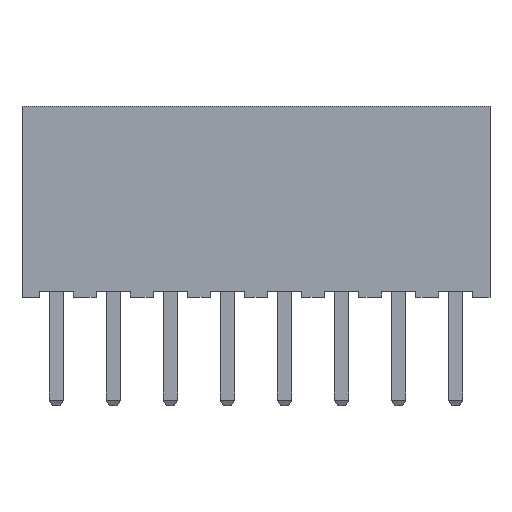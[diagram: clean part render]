
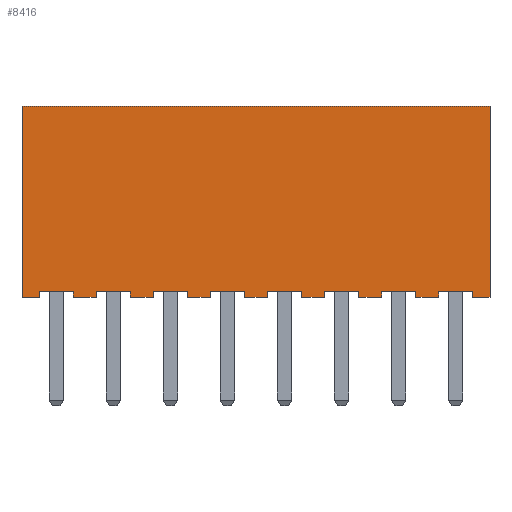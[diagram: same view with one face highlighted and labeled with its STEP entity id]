
A CAD part, top view. The second image highlights one B-rep face of the part: STEP entity #8416.
In plain terms, the highlighted planar face has unit normal (0, 0, 1).
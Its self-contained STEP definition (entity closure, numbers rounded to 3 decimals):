
#116=FACE_OUTER_BOUND('',#596,.T.);
#596=EDGE_LOOP('',(#5521,#5522,#5523,#5524,#5525,#5526,#5527,#5528,#5529,
#5530,#5531,#5532,#5533,#5534,#5535,#5536,#5537,#5538,#5539,#5540,#5541,
#5542,#5543,#5544,#5545,#5546,#5547,#5548,#5549,#5550,#5551,#5552,#5553,
#5554,#5555,#5556));
#1122=LINE('',#11646,#2310);
#1129=LINE('',#11659,#2317);
#1130=LINE('',#11663,#2318);
#1131=LINE('',#11665,#2319);
#1132=LINE('',#11667,#2320);
#1133=LINE('',#11669,#2321);
#1134=LINE('',#11671,#2322);
#1135=LINE('',#11673,#2323);
#1136=LINE('',#11675,#2324);
#1137=LINE('',#11677,#2325);
#1138=LINE('',#11679,#2326);
#1139=LINE('',#11681,#2327);
#1140=LINE('',#11683,#2328);
#1141=LINE('',#11685,#2329);
#1142=LINE('',#11687,#2330);
#1143=LINE('',#11689,#2331);
#1144=LINE('',#11691,#2332);
#1145=LINE('',#11693,#2333);
#1146=LINE('',#11695,#2334);
#1147=LINE('',#11697,#2335);
#1148=LINE('',#11699,#2336);
#1149=LINE('',#11701,#2337);
#1150=LINE('',#11703,#2338);
#1151=LINE('',#11705,#2339);
#1152=LINE('',#11707,#2340);
#1153=LINE('',#11709,#2341);
#1154=LINE('',#11711,#2342);
#1155=LINE('',#11713,#2343);
#1156=LINE('',#11715,#2344);
#1157=LINE('',#11717,#2345);
#1158=LINE('',#11719,#2346);
#1159=LINE('',#11721,#2347);
#1160=LINE('',#11723,#2348);
#1161=LINE('',#11724,#2349);
#1162=LINE('',#11726,#2350);
#1163=LINE('',#11727,#2351);
#2310=VECTOR('',#9431,1000.);
#2317=VECTOR('',#9442,1000.);
#2318=VECTOR('',#9445,1000.);
#2319=VECTOR('',#9446,1000.);
#2320=VECTOR('',#9447,1000.);
#2321=VECTOR('',#9448,1000.);
#2322=VECTOR('',#9449,1000.);
#2323=VECTOR('',#9450,1000.);
#2324=VECTOR('',#9451,1000.);
#2325=VECTOR('',#9452,1000.);
#2326=VECTOR('',#9453,1000.);
#2327=VECTOR('',#9454,1000.);
#2328=VECTOR('',#9455,1000.);
#2329=VECTOR('',#9456,1000.);
#2330=VECTOR('',#9457,1000.);
#2331=VECTOR('',#9458,1000.);
#2332=VECTOR('',#9459,1000.);
#2333=VECTOR('',#9460,1000.);
#2334=VECTOR('',#9461,1000.);
#2335=VECTOR('',#9462,1000.);
#2336=VECTOR('',#9463,1000.);
#2337=VECTOR('',#9464,1000.);
#2338=VECTOR('',#9465,1000.);
#2339=VECTOR('',#9466,1000.);
#2340=VECTOR('',#9467,1000.);
#2341=VECTOR('',#9468,1000.);
#2342=VECTOR('',#9469,1000.);
#2343=VECTOR('',#9470,1000.);
#2344=VECTOR('',#9471,1000.);
#2345=VECTOR('',#9472,1000.);
#2346=VECTOR('',#9473,1000.);
#2347=VECTOR('',#9474,1000.);
#2348=VECTOR('',#9475,1000.);
#2349=VECTOR('',#9476,1000.);
#2350=VECTOR('',#9477,1000.);
#2351=VECTOR('',#9478,1000.);
#3497=VERTEX_POINT('',#11642);
#3499=VERTEX_POINT('',#11645);
#3503=VERTEX_POINT('',#11657);
#3504=VERTEX_POINT('',#11661);
#3505=VERTEX_POINT('',#11662);
#3506=VERTEX_POINT('',#11664);
#3507=VERTEX_POINT('',#11666);
#3508=VERTEX_POINT('',#11668);
#3509=VERTEX_POINT('',#11670);
#3510=VERTEX_POINT('',#11672);
#3511=VERTEX_POINT('',#11674);
#3512=VERTEX_POINT('',#11676);
#3513=VERTEX_POINT('',#11678);
#3514=VERTEX_POINT('',#11680);
#3515=VERTEX_POINT('',#11682);
#3516=VERTEX_POINT('',#11684);
#3517=VERTEX_POINT('',#11686);
#3518=VERTEX_POINT('',#11688);
#3519=VERTEX_POINT('',#11690);
#3520=VERTEX_POINT('',#11692);
#3521=VERTEX_POINT('',#11694);
#3522=VERTEX_POINT('',#11696);
#3523=VERTEX_POINT('',#11698);
#3524=VERTEX_POINT('',#11700);
#3525=VERTEX_POINT('',#11702);
#3526=VERTEX_POINT('',#11704);
#3527=VERTEX_POINT('',#11706);
#3528=VERTEX_POINT('',#11708);
#3529=VERTEX_POINT('',#11710);
#3530=VERTEX_POINT('',#11712);
#3531=VERTEX_POINT('',#11714);
#3532=VERTEX_POINT('',#11716);
#3533=VERTEX_POINT('',#11718);
#3534=VERTEX_POINT('',#11720);
#3535=VERTEX_POINT('',#11722);
#3536=VERTEX_POINT('',#11725);
#4290=EDGE_CURVE('',#3497,#3499,#1122,.T.);
#4297=EDGE_CURVE('',#3497,#3503,#1129,.T.);
#4298=EDGE_CURVE('',#3504,#3505,#1130,.T.);
#4299=EDGE_CURVE('',#3504,#3506,#1131,.T.);
#4300=EDGE_CURVE('',#3507,#3506,#1132,.T.);
#4301=EDGE_CURVE('',#3508,#3507,#1133,.T.);
#4302=EDGE_CURVE('',#3508,#3509,#1134,.T.);
#4303=EDGE_CURVE('',#3509,#3510,#1135,.T.);
#4304=EDGE_CURVE('',#3511,#3510,#1136,.T.);
#4305=EDGE_CURVE('',#3512,#3511,#1137,.T.);
#4306=EDGE_CURVE('',#3513,#3512,#1138,.T.);
#4307=EDGE_CURVE('',#3513,#3514,#1139,.T.);
#4308=EDGE_CURVE('',#3515,#3514,#1140,.T.);
#4309=EDGE_CURVE('',#3516,#3515,#1141,.T.);
#4310=EDGE_CURVE('',#3517,#3516,#1142,.T.);
#4311=EDGE_CURVE('',#3517,#3518,#1143,.T.);
#4312=EDGE_CURVE('',#3519,#3518,#1144,.T.);
#4313=EDGE_CURVE('',#3520,#3519,#1145,.T.);
#4314=EDGE_CURVE('',#3521,#3520,#1146,.T.);
#4315=EDGE_CURVE('',#3521,#3522,#1147,.T.);
#4316=EDGE_CURVE('',#3523,#3522,#1148,.T.);
#4317=EDGE_CURVE('',#3524,#3523,#1149,.T.);
#4318=EDGE_CURVE('',#3525,#3524,#1150,.T.);
#4319=EDGE_CURVE('',#3525,#3526,#1151,.T.);
#4320=EDGE_CURVE('',#3527,#3526,#1152,.T.);
#4321=EDGE_CURVE('',#3528,#3527,#1153,.T.);
#4322=EDGE_CURVE('',#3529,#3528,#1154,.T.);
#4323=EDGE_CURVE('',#3529,#3530,#1155,.T.);
#4324=EDGE_CURVE('',#3531,#3530,#1156,.T.);
#4325=EDGE_CURVE('',#3532,#3531,#1157,.T.);
#4326=EDGE_CURVE('',#3533,#3532,#1158,.T.);
#4327=EDGE_CURVE('',#3533,#3534,#1159,.T.);
#4328=EDGE_CURVE('',#3535,#3534,#1160,.T.);
#4329=EDGE_CURVE('',#3499,#3535,#1161,.T.);
#4330=EDGE_CURVE('',#3536,#3503,#1162,.T.);
#4331=EDGE_CURVE('',#3505,#3536,#1163,.T.);
#5521=ORIENTED_EDGE('',*,*,#4298,.F.);
#5522=ORIENTED_EDGE('',*,*,#4299,.T.);
#5523=ORIENTED_EDGE('',*,*,#4300,.F.);
#5524=ORIENTED_EDGE('',*,*,#4301,.F.);
#5525=ORIENTED_EDGE('',*,*,#4302,.T.);
#5526=ORIENTED_EDGE('',*,*,#4303,.T.);
#5527=ORIENTED_EDGE('',*,*,#4304,.F.);
#5528=ORIENTED_EDGE('',*,*,#4305,.F.);
#5529=ORIENTED_EDGE('',*,*,#4306,.F.);
#5530=ORIENTED_EDGE('',*,*,#4307,.T.);
#5531=ORIENTED_EDGE('',*,*,#4308,.F.);
#5532=ORIENTED_EDGE('',*,*,#4309,.F.);
#5533=ORIENTED_EDGE('',*,*,#4310,.F.);
#5534=ORIENTED_EDGE('',*,*,#4311,.T.);
#5535=ORIENTED_EDGE('',*,*,#4312,.F.);
#5536=ORIENTED_EDGE('',*,*,#4313,.F.);
#5537=ORIENTED_EDGE('',*,*,#4314,.F.);
#5538=ORIENTED_EDGE('',*,*,#4315,.T.);
#5539=ORIENTED_EDGE('',*,*,#4316,.F.);
#5540=ORIENTED_EDGE('',*,*,#4317,.F.);
#5541=ORIENTED_EDGE('',*,*,#4318,.F.);
#5542=ORIENTED_EDGE('',*,*,#4319,.T.);
#5543=ORIENTED_EDGE('',*,*,#4320,.F.);
#5544=ORIENTED_EDGE('',*,*,#4321,.F.);
#5545=ORIENTED_EDGE('',*,*,#4322,.F.);
#5546=ORIENTED_EDGE('',*,*,#4323,.T.);
#5547=ORIENTED_EDGE('',*,*,#4324,.F.);
#5548=ORIENTED_EDGE('',*,*,#4325,.F.);
#5549=ORIENTED_EDGE('',*,*,#4326,.F.);
#5550=ORIENTED_EDGE('',*,*,#4327,.T.);
#5551=ORIENTED_EDGE('',*,*,#4328,.F.);
#5552=ORIENTED_EDGE('',*,*,#4329,.F.);
#5553=ORIENTED_EDGE('',*,*,#4290,.F.);
#5554=ORIENTED_EDGE('',*,*,#4297,.T.);
#5555=ORIENTED_EDGE('',*,*,#4330,.F.);
#5556=ORIENTED_EDGE('',*,*,#4331,.F.);
#7952=PLANE('',#8917);
#8416=ADVANCED_FACE('',(#116),#7952,.F.);
#8917=AXIS2_PLACEMENT_3D('',#11660,#9443,#9444);
#9431=DIRECTION('',(0.,1.,0.));
#9442=DIRECTION('',(1.,0.,0.));
#9443=DIRECTION('center_axis',(0.,0.,-1.));
#9444=DIRECTION('ref_axis',(-1.,0.,0.));
#9445=DIRECTION('',(0.,1.,0.));
#9446=DIRECTION('',(1.,0.,0.));
#9447=DIRECTION('',(0.,-1.,0.));
#9448=DIRECTION('',(1.,0.,0.));
#9449=DIRECTION('',(0.,-1.,0.));
#9450=DIRECTION('',(1.,0.,0.));
#9451=DIRECTION('',(0.,-1.,0.));
#9452=DIRECTION('',(-1.,0.,0.));
#9453=DIRECTION('',(0.,1.,0.));
#9454=DIRECTION('',(1.,0.,0.));
#9455=DIRECTION('',(0.,-1.,0.));
#9456=DIRECTION('',(-1.,0.,0.));
#9457=DIRECTION('',(0.,1.,0.));
#9458=DIRECTION('',(1.,0.,0.));
#9459=DIRECTION('',(0.,-1.,0.));
#9460=DIRECTION('',(-1.,0.,0.));
#9461=DIRECTION('',(0.,1.,0.));
#9462=DIRECTION('',(1.,0.,0.));
#9463=DIRECTION('',(0.,-1.,0.));
#9464=DIRECTION('',(-1.,0.,0.));
#9465=DIRECTION('',(0.,1.,0.));
#9466=DIRECTION('',(1.,0.,0.));
#9467=DIRECTION('',(0.,-1.,0.));
#9468=DIRECTION('',(-1.,0.,0.));
#9469=DIRECTION('',(0.,1.,0.));
#9470=DIRECTION('',(1.,0.,0.));
#9471=DIRECTION('',(0.,-1.,0.));
#9472=DIRECTION('',(-1.,0.,0.));
#9473=DIRECTION('',(0.,1.,0.));
#9474=DIRECTION('',(1.,0.,0.));
#9475=DIRECTION('',(0.,-1.,0.));
#9476=DIRECTION('',(-1.,0.,0.));
#9477=DIRECTION('',(0.,-1.,0.));
#9478=DIRECTION('',(-1.,0.,0.));
#11642=CARTESIAN_POINT('',(7.112,0.,2.477));
#11645=CARTESIAN_POINT('',(7.112,0.254,2.477));
#11646=CARTESIAN_POINT('',(7.112,0.,2.477));
#11657=CARTESIAN_POINT('',(8.128,0.,2.477));
#11659=CARTESIAN_POINT('',(-10.414,0.,2.477));
#11660=CARTESIAN_POINT('Origin',(-10.414,8.509,2.477));
#11661=CARTESIAN_POINT('',(9.652,0.,2.477));
#11662=CARTESIAN_POINT('',(9.652,0.254,2.477));
#11663=CARTESIAN_POINT('',(9.652,0.,2.477));
#11664=CARTESIAN_POINT('',(10.414,0.,2.477));
#11665=CARTESIAN_POINT('',(-10.414,0.,2.477));
#11666=CARTESIAN_POINT('',(10.414,8.509,2.477));
#11667=CARTESIAN_POINT('',(10.414,8.509,2.477));
#11668=CARTESIAN_POINT('',(-10.414,8.509,2.477));
#11669=CARTESIAN_POINT('',(-10.414,8.509,2.477));
#11670=CARTESIAN_POINT('',(-10.414,0.,2.477));
#11671=CARTESIAN_POINT('',(-10.414,8.509,2.477));
#11672=CARTESIAN_POINT('',(-9.652,0.,2.477));
#11673=CARTESIAN_POINT('',(-10.414,0.,2.477));
#11674=CARTESIAN_POINT('',(-9.652,0.254,2.477));
#11675=CARTESIAN_POINT('',(-9.652,0.254,2.477));
#11676=CARTESIAN_POINT('',(-8.128,0.254,2.477));
#11677=CARTESIAN_POINT('',(-8.128,0.254,2.477));
#11678=CARTESIAN_POINT('',(-8.128,0.,2.477));
#11679=CARTESIAN_POINT('',(-8.128,0.,2.477));
#11680=CARTESIAN_POINT('',(-7.112,0.,2.477));
#11681=CARTESIAN_POINT('',(-10.414,0.,2.477));
#11682=CARTESIAN_POINT('',(-7.112,0.254,2.477));
#11683=CARTESIAN_POINT('',(-7.112,0.254,2.477));
#11684=CARTESIAN_POINT('',(-5.588,0.254,2.477));
#11685=CARTESIAN_POINT('',(-5.588,0.254,2.477));
#11686=CARTESIAN_POINT('',(-5.588,0.,2.477));
#11687=CARTESIAN_POINT('',(-5.588,0.,2.477));
#11688=CARTESIAN_POINT('',(-4.572,0.,2.477));
#11689=CARTESIAN_POINT('',(-10.414,0.,2.477));
#11690=CARTESIAN_POINT('',(-4.572,0.254,2.477));
#11691=CARTESIAN_POINT('',(-4.572,0.254,2.477));
#11692=CARTESIAN_POINT('',(-3.048,0.254,2.477));
#11693=CARTESIAN_POINT('',(-3.048,0.254,2.477));
#11694=CARTESIAN_POINT('',(-3.048,0.,2.477));
#11695=CARTESIAN_POINT('',(-3.048,0.,2.477));
#11696=CARTESIAN_POINT('',(-2.032,0.,2.477));
#11697=CARTESIAN_POINT('',(-10.414,0.,2.477));
#11698=CARTESIAN_POINT('',(-2.032,0.254,2.477));
#11699=CARTESIAN_POINT('',(-2.032,0.254,2.477));
#11700=CARTESIAN_POINT('',(-0.508,0.254,2.477));
#11701=CARTESIAN_POINT('',(-0.508,0.254,2.477));
#11702=CARTESIAN_POINT('',(-0.508,0.,2.477));
#11703=CARTESIAN_POINT('',(-0.508,0.,2.477));
#11704=CARTESIAN_POINT('',(0.508,0.,2.477));
#11705=CARTESIAN_POINT('',(-10.414,0.,2.477));
#11706=CARTESIAN_POINT('',(0.508,0.254,2.477));
#11707=CARTESIAN_POINT('',(0.508,0.254,2.477));
#11708=CARTESIAN_POINT('',(2.032,0.254,2.477));
#11709=CARTESIAN_POINT('',(2.032,0.254,2.477));
#11710=CARTESIAN_POINT('',(2.032,0.,2.477));
#11711=CARTESIAN_POINT('',(2.032,0.,2.477));
#11712=CARTESIAN_POINT('',(3.048,0.,2.477));
#11713=CARTESIAN_POINT('',(-10.414,0.,2.477));
#11714=CARTESIAN_POINT('',(3.048,0.254,2.477));
#11715=CARTESIAN_POINT('',(3.048,0.254,2.477));
#11716=CARTESIAN_POINT('',(4.572,0.254,2.477));
#11717=CARTESIAN_POINT('',(4.572,0.254,2.477));
#11718=CARTESIAN_POINT('',(4.572,0.,2.477));
#11719=CARTESIAN_POINT('',(4.572,0.,2.477));
#11720=CARTESIAN_POINT('',(5.588,0.,2.477));
#11721=CARTESIAN_POINT('',(-10.414,0.,2.477));
#11722=CARTESIAN_POINT('',(5.588,0.254,2.477));
#11723=CARTESIAN_POINT('',(5.588,0.254,2.477));
#11724=CARTESIAN_POINT('',(7.112,0.254,2.477));
#11725=CARTESIAN_POINT('',(8.128,0.254,2.477));
#11726=CARTESIAN_POINT('',(8.128,0.254,2.477));
#11727=CARTESIAN_POINT('',(9.652,0.254,2.477));
